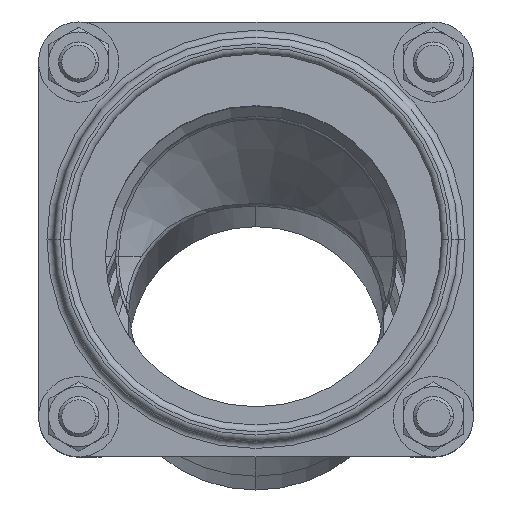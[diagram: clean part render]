
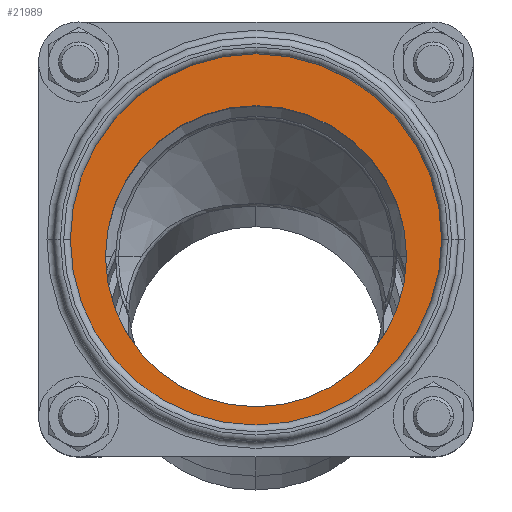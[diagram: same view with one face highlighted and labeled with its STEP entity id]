
A CAD part, top view. The second image highlights one B-rep face of the part: STEP entity #21989.
In plain terms, the highlighted planar face has unit normal (0, 0, 1).
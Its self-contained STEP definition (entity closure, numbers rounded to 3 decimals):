
#342 = CIRCLE ( 'NONE', #1664, 45. ) ;
#979 = CIRCLE ( 'NONE', #1644, 55.5 ) ;
#990 = CIRCLE ( 'NONE', #1637, 45. ) ;
#1003 = CIRCLE ( 'NONE', #1625, 55.5 ) ;
#1625 = AXIS2_PLACEMENT_3D ( 'NONE', #17445, #17451, #17452 ) ;
#1637 = AXIS2_PLACEMENT_3D ( 'NONE', #17468, #17469, #17470 ) ;
#1644 = AXIS2_PLACEMENT_3D ( 'NONE', #17477, #17478, #17479 ) ;
#1664 = AXIS2_PLACEMENT_3D ( 'NONE', #17500, #17508, #17509 ) ;
#11409 = AXIS2_PLACEMENT_3D ( 'NONE', #30570, #30579, #30580 ) ;
#16160 = CARTESIAN_POINT ( 'NONE',  ( 45., -5., -5. ) ) ;
#16200 = CARTESIAN_POINT ( 'NONE',  ( -55.5, 0., -5. ) ) ;
#16212 = CARTESIAN_POINT ( 'NONE',  ( -45., -5., -5. ) ) ;
#16245 = CARTESIAN_POINT ( 'NONE',  ( 55.5, 0., -5. ) ) ;
#17445 = CARTESIAN_POINT ( 'NONE',  ( 0., 0., -5. ) ) ;
#17451 = DIRECTION ( 'NONE',  ( 0., 0., 1. ) ) ;
#17452 = DIRECTION ( 'NONE',  ( 1., 0., 0. ) ) ;
#17468 = CARTESIAN_POINT ( 'NONE',  ( 0., -5., -5. ) ) ;
#17469 = DIRECTION ( 'NONE',  ( 0., 0., -1. ) ) ;
#17470 = DIRECTION ( 'NONE',  ( 1., 0., 0. ) ) ;
#17477 = CARTESIAN_POINT ( 'NONE',  ( 0., 0., -5. ) ) ;
#17478 = DIRECTION ( 'NONE',  ( 0., 0., 1. ) ) ;
#17479 = DIRECTION ( 'NONE',  ( 1., 0., 0. ) ) ;
#17500 = CARTESIAN_POINT ( 'NONE',  ( 0., -5., -5. ) ) ;
#17508 = DIRECTION ( 'NONE',  ( 0., 0., -1. ) ) ;
#17509 = DIRECTION ( 'NONE',  ( 1., 0., 0. ) ) ;
#19796 = EDGE_CURVE ( 'NONE', #32027, #31944, #1003, .T. ) ;
#19802 = EDGE_CURVE ( 'NONE', #31966, #31876, #990, .T. ) ;
#19810 = EDGE_CURVE ( 'NONE', #31944, #32027, #979, .T. ) ;
#19821 = EDGE_CURVE ( 'NONE', #31876, #31966, #342, .T. ) ;
#21989 = ADVANCED_FACE ( 'NONE', ( #30084, #30091 ), #30571, .T. ) ;
#23243 = EDGE_LOOP ( 'NONE', ( #36658, #37015 ) ) ;
#23647 = ORIENTED_EDGE ( 'NONE', *, *, #19821, .T. ) ;
#23660 = EDGE_LOOP ( 'NONE', ( #23647, #36680 ) ) ;
#30084 = FACE_OUTER_BOUND ( 'NONE', #23243, .T. ) ;
#30091 = FACE_BOUND ( 'NONE', #23660, .T. ) ;
#30570 = CARTESIAN_POINT ( 'NONE',  ( 0., 0., -5. ) ) ;
#30571 = PLANE ( 'NONE',  #11409 ) ;
#30579 = DIRECTION ( 'NONE',  ( 0., 0., 1. ) ) ;
#30580 = DIRECTION ( 'NONE',  ( 1., 0., 0. ) ) ;
#31876 = VERTEX_POINT ( 'NONE', #16160 ) ;
#31944 = VERTEX_POINT ( 'NONE', #16200 ) ;
#31966 = VERTEX_POINT ( 'NONE', #16212 ) ;
#32027 = VERTEX_POINT ( 'NONE', #16245 ) ;
#36658 = ORIENTED_EDGE ( 'NONE', *, *, #19796, .T. ) ;
#36680 = ORIENTED_EDGE ( 'NONE', *, *, #19802, .T. ) ;
#37015 = ORIENTED_EDGE ( 'NONE', *, *, #19810, .T. ) ;
